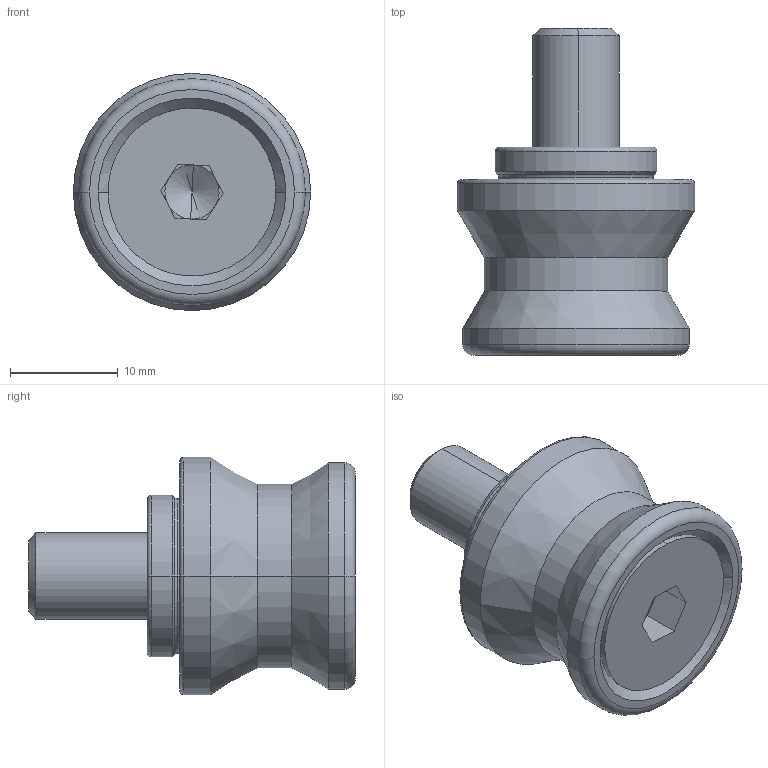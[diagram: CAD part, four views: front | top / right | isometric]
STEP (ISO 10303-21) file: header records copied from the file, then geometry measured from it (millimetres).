
FILE_DESCRIPTION (( 'STEP AP214' ), '1' );
FILE_NAME ('Q10嶺隊-す芛.STEP', '2020-06-09T07:19:57', ( 'xtzj' ), ( '' ), 'SwSTEP 2.0', 'SolidWorks 2018', '' );
FILE_SCHEMA (( 'AUTOMOTIVE_DESIGN' ));
Length unit declared in the file: millimetre
Products named in the file (1): Q10嶺隊-す芛
Bounding box: 22 x 30.3 x 22 mm (x, y, z)
Volume: 5773.4 mm3; surface area: 3437.9 mm2
Topology: 2 solids, 2 shells, 63 faces, 130 edges, 71 vertices
Faces by surface type: cone 18, plane 17, torus 14, cylinder 14
Entity records: 2370 total; most frequent: DIRECTION 328, CARTESIAN_POINT 263, ORIENTED_EDGE 256, AXIS2_PLACEMENT_3D 136, EDGE_CURVE 128, CIRCLE 72, VERTEX_POINT 71, EDGE_LOOP 67
